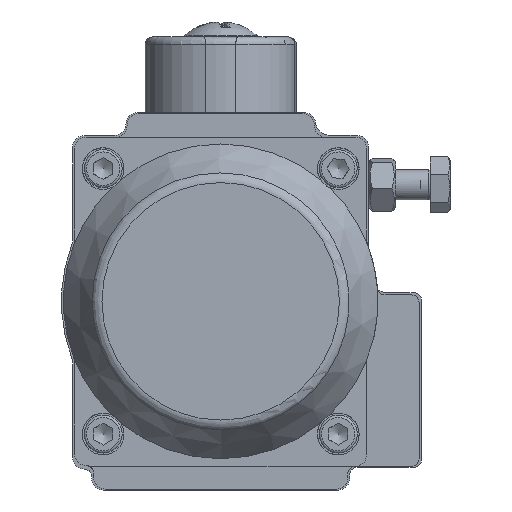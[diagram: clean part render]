
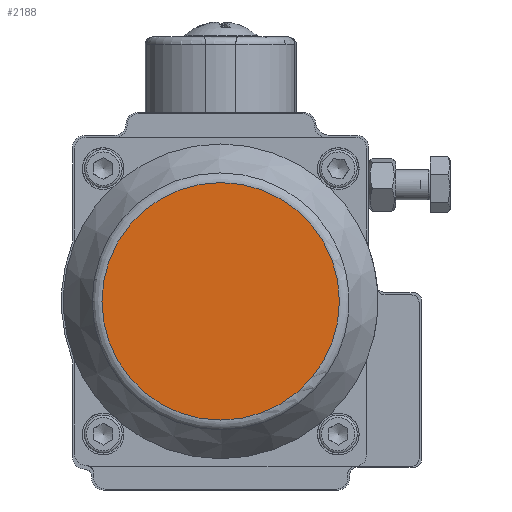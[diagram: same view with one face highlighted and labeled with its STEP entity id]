
A CAD part, front view. The second image highlights one B-rep face of the part: STEP entity #2188.
In plain terms, the highlighted planar face has unit normal (0, -1, 0).
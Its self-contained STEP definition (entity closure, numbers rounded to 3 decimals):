
#730=PLANE('',#15718);
#1245=FACE_OUTER_BOUND('',#6630,.T.);
#2188=ADVANCED_FACE('',(#1245),#730,.T.);
#4952=CIRCLE('',#15717,31.312);
#6630=EDGE_LOOP('',(#9964));
#9964=ORIENTED_EDGE('',*,*,#13751,.T.);
#11938=VERTEX_POINT('',#27243);
#13751=EDGE_CURVE('',#11938,#11938,#4952,.T.);
#15717=AXIS2_PLACEMENT_3D('',#27242,#19235,#19236);
#15718=AXIS2_PLACEMENT_3D('',#27244,#19237,#19238);
#19235=DIRECTION('',(0.,-1.,0.));
#19236=DIRECTION('',(0.,0.,-1.));
#19237=DIRECTION('',(0.,-1.,0.));
#19238=DIRECTION('',(0.,0.,-1.));
#27242=CARTESIAN_POINT('',(0.,-23.,0.));
#27243=CARTESIAN_POINT('',(0.,-23.,-31.312));
#27244=CARTESIAN_POINT('',(0.,-23.,0.));
